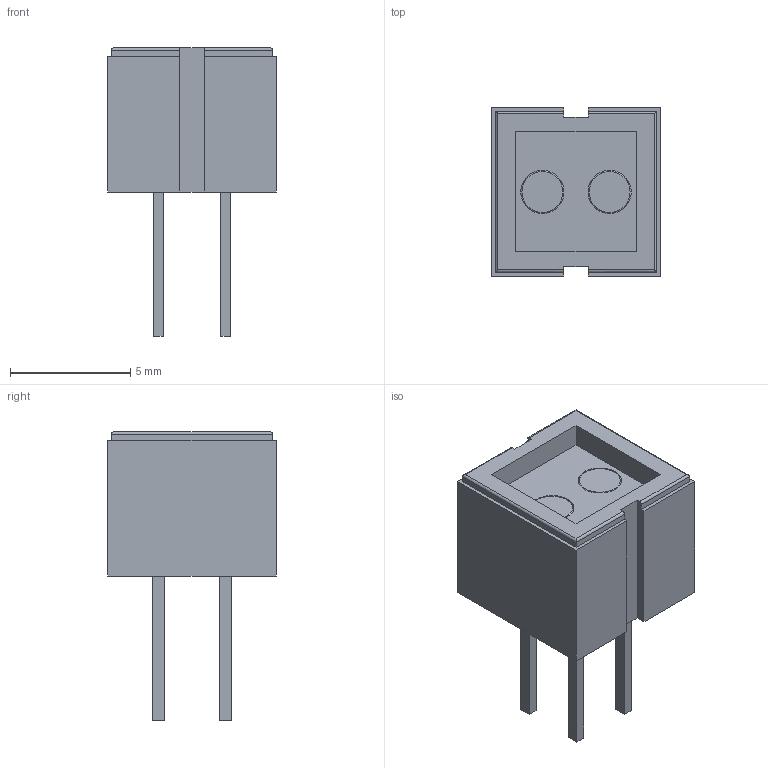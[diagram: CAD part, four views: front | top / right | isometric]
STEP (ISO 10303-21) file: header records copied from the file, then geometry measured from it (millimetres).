
FILE_DESCRIPTION(('FreeCAD Model'),'2;1');
FILE_NAME('Open CASCADE Shape Model','2026-02-26T10:11:22',( 'kicad StepUp'),('ksu MCAD'),'Open CASCADE STEP processor 7.8', 'FreeCAD','Unknown');
FILE_SCHEMA(('AUTOMOTIVE_DESIGN { 1 0 10303 214 1 1 1 1 }'));
Length unit declared in the file: millimetre
Products named in the file (1): CNY07
Bounding box: 7 x 7 x 12 mm (x, y, z)
Volume: 267.6 mm3; surface area: 413.5 mm2
Topology: 8 solids, 8 shells, 86 faces, 190 edges, 124 vertices
Faces by surface type: plane 68, cylinder 14, torus 4
Entity records: 3186 total; most frequent: CARTESIAN_POINT 413, DIRECTION 388, ORIENTED_EDGE 380, EDGE_CURVE 190, LINE 158, VECTOR 158, VERTEX_POINT 124, AXIS2_PLACEMENT_3D 115
